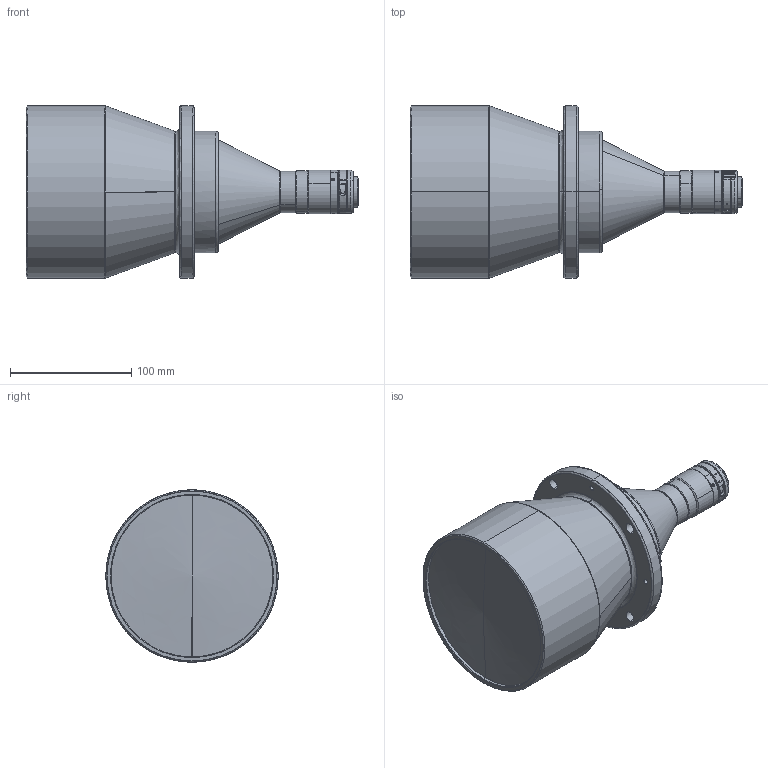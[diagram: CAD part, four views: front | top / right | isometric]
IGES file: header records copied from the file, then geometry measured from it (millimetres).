
Start section: SolidWorks IGES file using analytic representation for surfaces
Global section: file name: DTCM230-110-AL.IGS; native system: SolidWorks 2012; preprocessor: SolidWorks 2012; author: frank; date: 180612.150408; units: millimetre
Bounding box: 273.52 x 142 x 142 mm (x, y, z)
Surface area: 119654.5 mm2 (no closed solid volume)
Topology: 0 solids, 0 shells, 182 faces, 3260 edges, 3254 vertices
Faces by surface type: revolution 146, bspline 36
